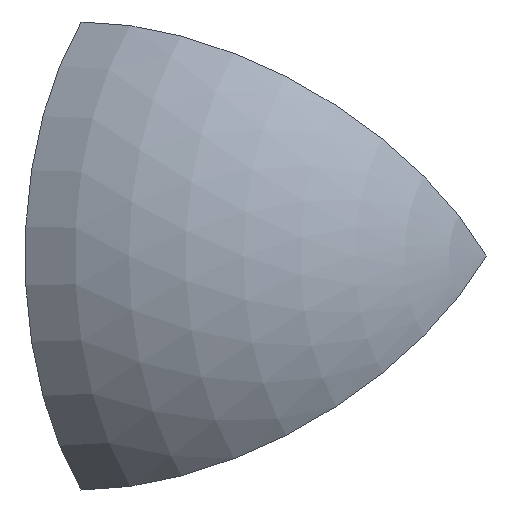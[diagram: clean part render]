
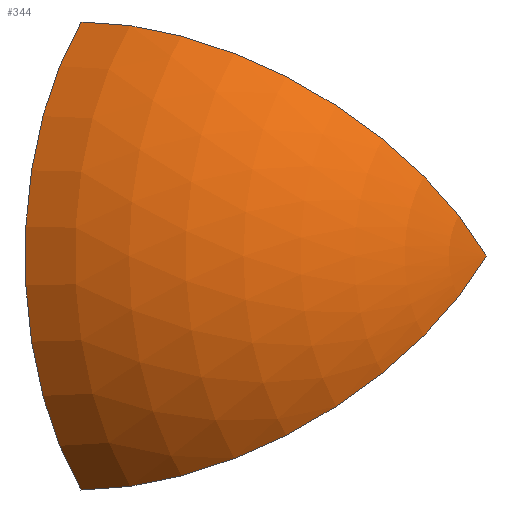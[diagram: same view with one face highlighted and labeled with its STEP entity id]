
A CAD part, front view. The second image highlights one B-rep face of the part: STEP entity #344.
In plain terms, the highlighted spherical face has radius 40 mm.
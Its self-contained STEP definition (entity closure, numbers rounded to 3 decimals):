
#16=SPHERICAL_SURFACE('',#404,40.);
#49=FACE_OUTER_BOUND('',#71,.T.);
#71=EDGE_LOOP('',(#309,#310,#311));
#95=CIRCLE('',#405,40.);
#96=CIRCLE('',#406,40.);
#97=CIRCLE('',#407,40.);
#177=VERTEX_POINT('',#613);
#178=VERTEX_POINT('',#614);
#179=VERTEX_POINT('',#616);
#222=EDGE_CURVE('',#177,#178,#95,.T.);
#223=EDGE_CURVE('',#177,#179,#96,.T.);
#224=EDGE_CURVE('',#178,#179,#97,.T.);
#309=ORIENTED_EDGE('',*,*,#222,.F.);
#310=ORIENTED_EDGE('',*,*,#223,.T.);
#311=ORIENTED_EDGE('',*,*,#224,.F.);
#344=ADVANCED_FACE('',(#49),#16,.T.);
#404=AXIS2_PLACEMENT_3D('',#612,#507,#508);
#405=AXIS2_PLACEMENT_3D('',#615,#509,#510);
#406=AXIS2_PLACEMENT_3D('',#617,#511,#512);
#407=AXIS2_PLACEMENT_3D('',#618,#513,#514);
#507=DIRECTION('center_axis',(-0.817,0.577,0.));
#508=DIRECTION('ref_axis',(-0.408,-0.577,-0.707));
#509=DIRECTION('center_axis',(-0.817,0.577,0.));
#510=DIRECTION('ref_axis',(-0.577,-0.817,0.));
#511=DIRECTION('center_axis',(-0.408,-0.577,0.707));
#512=DIRECTION('ref_axis',(0.902,-0.138,0.408));
#513=DIRECTION('center_axis',(0.408,0.577,0.707));
#514=DIRECTION('ref_axis',(0.902,-0.138,-0.408));
#612=CARTESIAN_POINT('Origin',(0.,0.,
0.));
#613=CARTESIAN_POINT('',(-16.328,-23.095,-28.284));
#614=CARTESIAN_POINT('',(-16.328,-23.095,28.284));
#615=CARTESIAN_POINT('Origin',(0.,0.,
0.));
#616=CARTESIAN_POINT('',(32.662,-23.092,0.));
#617=CARTESIAN_POINT('Origin',(0.,0.,
0.));
#618=CARTESIAN_POINT('Origin',(0.,0.,
0.));
